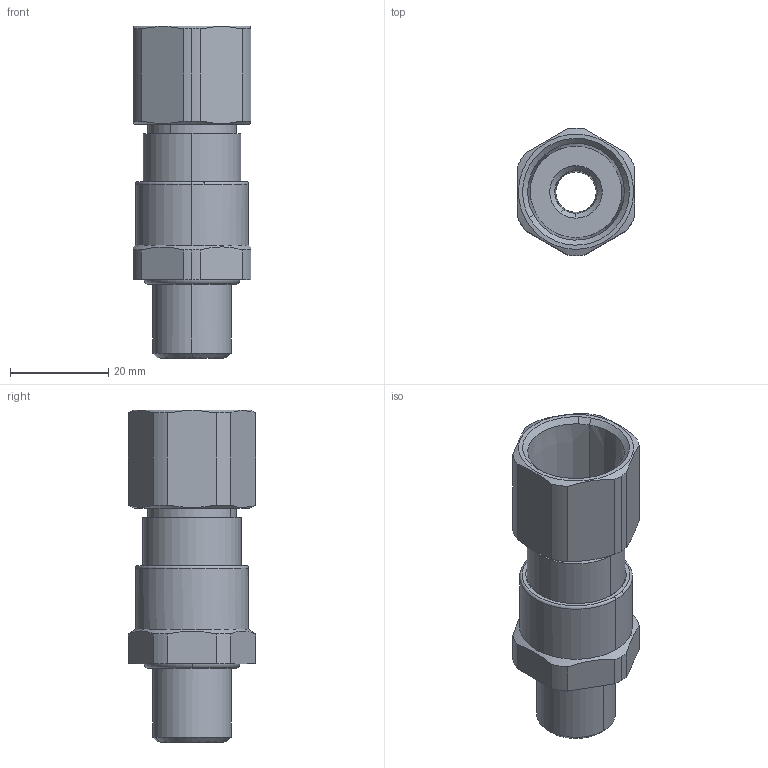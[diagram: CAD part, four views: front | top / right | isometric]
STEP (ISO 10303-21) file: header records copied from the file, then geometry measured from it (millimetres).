
FILE_DESCRIPTION(('CATIA V5 STEP Exchange','CAx-IF Rec.Pracs.--- Model Styling and Organization---1.4--- 2014-01-23'),'2;1');
FILE_NAME ('160596-1_2_1187280000_1187280000.stp','2023-05-15T04:36:32+00:00',('none'),('Weidmueller'),'CATIA Version 5-6 Release 2016 SP3 HF44','CATIA V5 STEP AP214','none');
FILE_SCHEMA(('AUTOMOTIVE_DESIGN { 1 0 10303 214 1 1 1 1 }'));
Length unit declared in the file: millimetre
Products named in the file (1): A2LC 16 M16-NPT 0.5F-WM
Bounding box: 24 x 26 x 67.75 mm (x, y, z)
Volume: 16863.6 mm3; surface area: 11022.5 mm2
Topology: 3 solids, 3 shells, 111 faces, 275 edges, 176 vertices
Faces by surface type: cylinder 38, cone 33, plane 24, torus 16
Entity records: 3344 total; most frequent: CARTESIAN_POINT 767, ORIENTED_EDGE 550, DIRECTION 441, EDGE_CURVE 275, AXIS2_PLACEMENT_3D 254, VERTEX_POINT 176, CIRCLE 154, EDGE_LOOP 123
